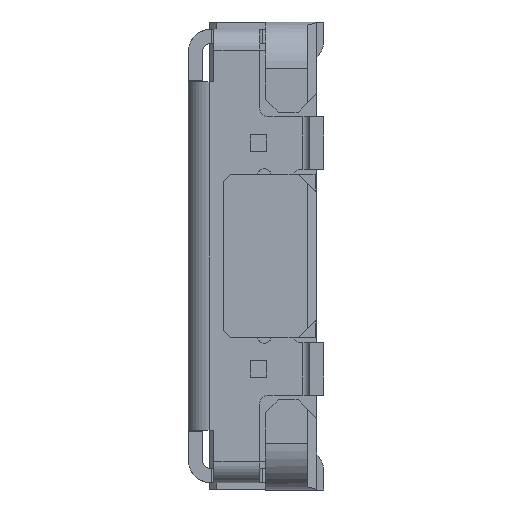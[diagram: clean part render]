
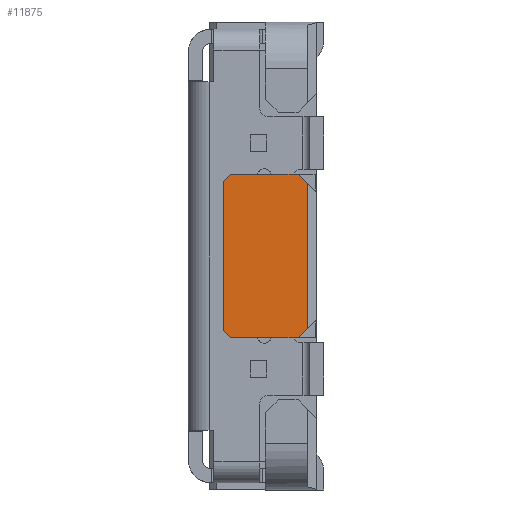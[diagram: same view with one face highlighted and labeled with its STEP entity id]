
A CAD part, left-side view. The second image highlights one B-rep face of the part: STEP entity #11875.
In plain terms, the highlighted planar face has unit normal (-1, 0, 0).
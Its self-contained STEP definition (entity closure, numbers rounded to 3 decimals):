
#122 = FACE_OUTER_BOUND ( 'NONE', #8909, .T. ) ;
#880 = LINE ( 'NONE', #8027, #6417 ) ;
#893 = EDGE_CURVE ( 'NONE', #2134, #1849, #11133, .T. ) ;
#1005 = DIRECTION ( 'NONE',  ( 0., 0.707, 0.707 ) ) ;
#1179 = DIRECTION ( 'NONE',  ( 0., -1., 0. ) ) ;
#1555 = VECTOR ( 'NONE', #2237, 1000. ) ;
#1849 = VERTEX_POINT ( 'NONE', #17156 ) ;
#2134 = VERTEX_POINT ( 'NONE', #6341 ) ;
#2237 = DIRECTION ( 'NONE',  ( 0., 0.707, -0.707 ) ) ;
#2584 = LINE ( 'NONE', #7079, #10339 ) ;
#2746 = LINE ( 'NONE', #14336, #5148 ) ;
#2970 = LINE ( 'NONE', #13292, #4873 ) ;
#4148 = DIRECTION ( 'NONE',  ( 0., -1., 0. ) ) ;
#4247 = EDGE_CURVE ( 'NONE', #2134, #5504, #2584, .T. ) ;
#4546 = VECTOR ( 'NONE', #1005, 1000. ) ;
#4873 = VECTOR ( 'NONE', #14871, 1000. ) ;
#4937 = ORIENTED_EDGE ( 'NONE', *, *, #15476, .T. ) ;
#5148 = VECTOR ( 'NONE', #1179, 1000. ) ;
#5182 = CARTESIAN_POINT ( 'NONE',  ( -1.75, 0.43, -0.32 ) ) ;
#5504 = VERTEX_POINT ( 'NONE', #10844 ) ;
#5542 = ORIENTED_EDGE ( 'NONE', *, *, #4247, .F. ) ;
#5666 = ORIENTED_EDGE ( 'NONE', *, *, #12721, .F. ) ;
#5715 = ORIENTED_EDGE ( 'NONE', *, *, #12498, .T. ) ;
#5906 = ORIENTED_EDGE ( 'NONE', *, *, #17966, .T. ) ;
#6054 = PLANE ( 'NONE',  #7680 ) ;
#6341 = CARTESIAN_POINT ( 'NONE',  ( -1.75, 0.4, 0.35 ) ) ;
#6417 = VECTOR ( 'NONE', #18405, 1000. ) ;
#7079 = CARTESIAN_POINT ( 'NONE',  ( -1.75, 0.43, 0.35 ) ) ;
#7093 = ORIENTED_EDGE ( 'NONE', *, *, #9591, .T. ) ;
#7281 = VERTEX_POINT ( 'NONE', #14521 ) ;
#7547 = DIRECTION ( 'NONE',  ( 0., 0., -1. ) ) ;
#7680 = AXIS2_PLACEMENT_3D ( 'NONE', #10555, #8608, #7547 ) ;
#8027 = CARTESIAN_POINT ( 'NONE',  ( -1.75, 0.095, -0.335 ) ) ;
#8184 = VERTEX_POINT ( 'NONE', #12755 ) ;
#8320 = VECTOR ( 'NONE', #9134, 1000. ) ;
#8608 = DIRECTION ( 'NONE',  ( 1., 0., 0. ) ) ;
#8909 = EDGE_LOOP ( 'NONE', ( #9541, #4937, #5906, #5542, #19170, #5666, #5715, #7093 ) ) ;
#9063 = DIRECTION ( 'NONE',  ( 0., 0., 1. ) ) ;
#9134 = DIRECTION ( 'NONE',  ( 0., -0.707, -0.707 ) ) ;
#9502 = EDGE_CURVE ( 'NONE', #7281, #14938, #880, .T. ) ;
#9541 = ORIENTED_EDGE ( 'NONE', *, *, #9502, .T. ) ;
#9591 = EDGE_CURVE ( 'NONE', #8184, #7281, #2746, .T. ) ;
#10339 = VECTOR ( 'NONE', #4148, 1000. ) ;
#10555 = CARTESIAN_POINT ( 'NONE',  ( -1.75, 0.43, 0. ) ) ;
#10698 = LINE ( 'NONE', #18138, #8320 ) ;
#10844 = CARTESIAN_POINT ( 'NONE',  ( -1.75, 0.11, 0.35 ) ) ;
#10950 = VERTEX_POINT ( 'NONE', #5182 ) ;
#11133 = LINE ( 'NONE', #15787, #1555 ) ;
#11875 = ADVANCED_FACE ( 'NONE', ( #122 ), #6054, .F. ) ;
#12498 = EDGE_CURVE ( 'NONE', #10950, #8184, #10698, .T. ) ;
#12721 = EDGE_CURVE ( 'NONE', #10950, #1849, #2970, .T. ) ;
#12755 = CARTESIAN_POINT ( 'NONE',  ( -1.75, 0.4, -0.35 ) ) ;
#13292 = CARTESIAN_POINT ( 'NONE',  ( -1.75, 0.43, 0. ) ) ;
#13794 = VERTEX_POINT ( 'NONE', #13941 ) ;
#13812 = VECTOR ( 'NONE', #9063, 1000. ) ;
#13941 = CARTESIAN_POINT ( 'NONE',  ( -1.75, 0.07, 0.31 ) ) ;
#14336 = CARTESIAN_POINT ( 'NONE',  ( -1.75, 0.43, -0.35 ) ) ;
#14521 = CARTESIAN_POINT ( 'NONE',  ( -1.75, 0.11, -0.35 ) ) ;
#14871 = DIRECTION ( 'NONE',  ( 0., 0., 1. ) ) ;
#14938 = VERTEX_POINT ( 'NONE', #18979 ) ;
#15476 = EDGE_CURVE ( 'NONE', #14938, #13794, #16440, .T. ) ;
#15787 = CARTESIAN_POINT ( 'NONE',  ( -1.75, 0.59, 0.16 ) ) ;
#15820 = LINE ( 'NONE', #17549, #4546 ) ;
#16440 = LINE ( 'NONE', #17707, #13812 ) ;
#17156 = CARTESIAN_POINT ( 'NONE',  ( -1.75, 0.43, 0.32 ) ) ;
#17549 = CARTESIAN_POINT ( 'NONE',  ( -1.75, 0.095, 0.335 ) ) ;
#17707 = CARTESIAN_POINT ( 'NONE',  ( -1.75, 0.07, -1. ) ) ;
#17966 = EDGE_CURVE ( 'NONE', #13794, #5504, #15820, .T. ) ;
#18138 = CARTESIAN_POINT ( 'NONE',  ( -1.75, 0.59, -0.16 ) ) ;
#18405 = DIRECTION ( 'NONE',  ( 0., -0.707, 0.707 ) ) ;
#18979 = CARTESIAN_POINT ( 'NONE',  ( -1.75, 0.07, -0.31 ) ) ;
#19170 = ORIENTED_EDGE ( 'NONE', *, *, #893, .T. ) ;
